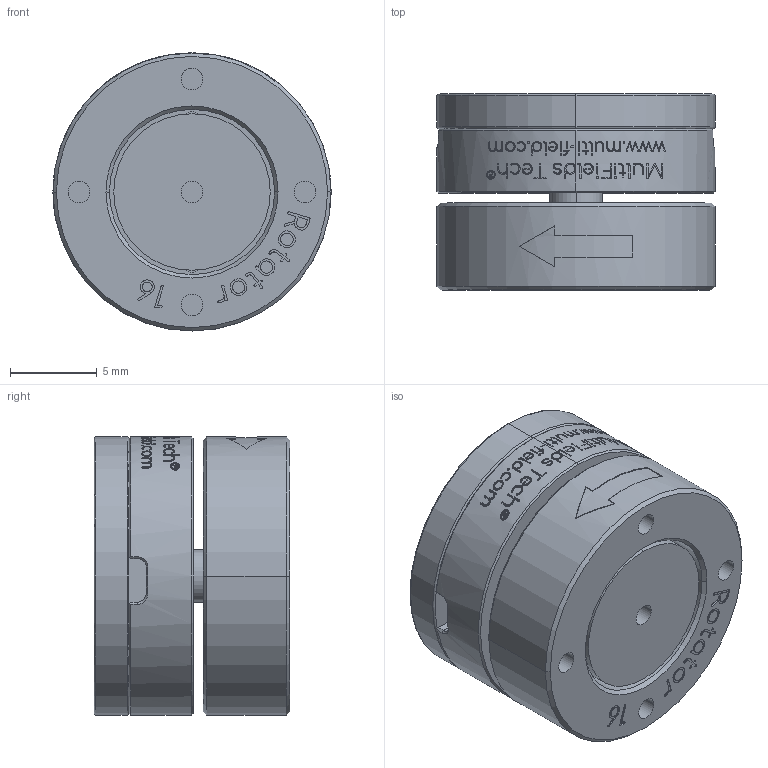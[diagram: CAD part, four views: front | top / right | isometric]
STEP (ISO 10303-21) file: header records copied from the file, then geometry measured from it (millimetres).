
FILE_DESCRIPTION (( 'STEP AP203' ), '1' );
FILE_NAME ('Rotator16 V1.0_web_pattern.STEP', '2024-01-27T02:58:02', ( '' ), ( '' ), 'SwSTEP 2.0', 'SolidWorks 2020', '' );
FILE_SCHEMA (( 'CONFIG_CONTROL_DESIGN' ));
Length unit declared in the file: millimetre
Products named in the file (1): Rotator16 V1.0_web_pattern
Bounding box: 16 x 11.27 x 16 mm (x, y, z)
Volume: 1664.6 mm3; surface area: 2186.4 mm2
Topology: 7 solids, 7 shells, 796 faces, 2149 edges, 1433 vertices
Faces by surface type: bspline 420, plane 250, cylinder 109, cone 13, torus 4
Entity records: 42395 total; most frequent: CARTESIAN_POINT 25125, ORIENTED_EDGE 4298, DIRECTION 2200, EDGE_CURVE 2149, VERTEX_POINT 1433, LINE 952, VECTOR 952, B_SPLINE_CURVE_WITH_KNOTS 950
